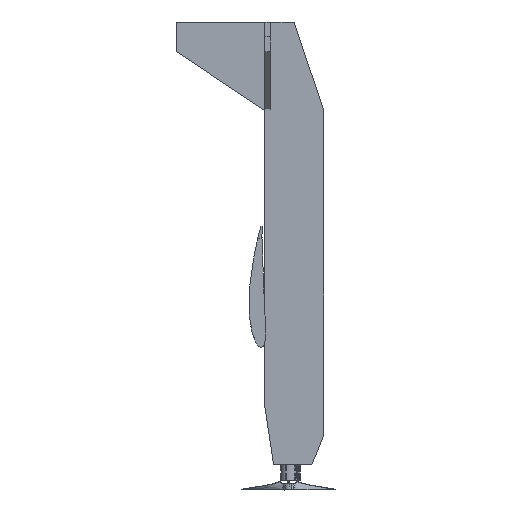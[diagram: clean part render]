
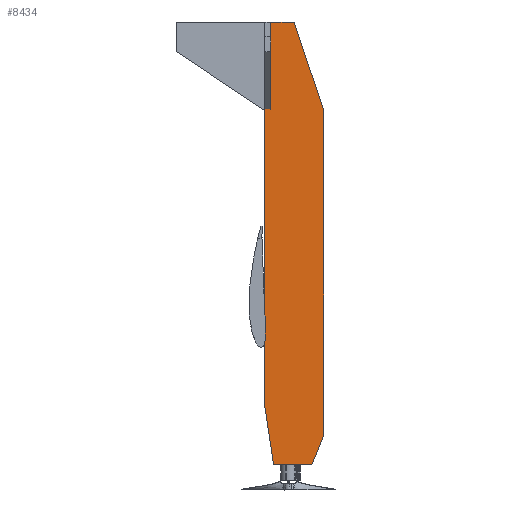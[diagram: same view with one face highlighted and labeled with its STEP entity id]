
A CAD part, left-side view. The second image highlights one B-rep face of the part: STEP entity #8434.
In plain terms, the highlighted planar face has unit normal (-1, 0, 0).
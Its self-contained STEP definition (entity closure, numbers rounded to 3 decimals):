
#1223=FACE_OUTER_BOUND('',#1729,.T.);
#1729=EDGE_LOOP('',(#7416,#7417,#7418,#7419,#7420,#7421,#7422));
#2382=LINE('',#24205,#3131);
#2386=LINE('',#24213,#3135);
#2389=LINE('',#24219,#3138);
#2392=LINE('',#24225,#3141);
#2395=LINE('',#24231,#3144);
#2398=LINE('',#24237,#3147);
#2401=LINE('',#24242,#3150);
#3131=VECTOR('',#11565,10.);
#3135=VECTOR('',#11571,10.);
#3138=VECTOR('',#11576,10.);
#3141=VECTOR('',#11581,10.);
#3144=VECTOR('',#11586,10.);
#3147=VECTOR('',#11591,10.);
#3150=VECTOR('',#11596,10.);
#3970=VERTEX_POINT('',#24203);
#3971=VERTEX_POINT('',#24204);
#3974=VERTEX_POINT('',#24212);
#3976=VERTEX_POINT('',#24218);
#3978=VERTEX_POINT('',#24224);
#3980=VERTEX_POINT('',#24230);
#3982=VERTEX_POINT('',#24236);
#5125=EDGE_CURVE('',#3970,#3971,#2382,.T.);
#5129=EDGE_CURVE('',#3970,#3974,#2386,.T.);
#5132=EDGE_CURVE('',#3976,#3974,#2389,.T.);
#5135=EDGE_CURVE('',#3978,#3976,#2392,.T.);
#5138=EDGE_CURVE('',#3980,#3978,#2395,.T.);
#5141=EDGE_CURVE('',#3980,#3982,#2398,.T.);
#5144=EDGE_CURVE('',#3971,#3982,#2401,.T.);
#7416=ORIENTED_EDGE('',*,*,#5144,.F.);
#7417=ORIENTED_EDGE('',*,*,#5125,.F.);
#7418=ORIENTED_EDGE('',*,*,#5129,.T.);
#7419=ORIENTED_EDGE('',*,*,#5132,.F.);
#7420=ORIENTED_EDGE('',*,*,#5135,.F.);
#7421=ORIENTED_EDGE('',*,*,#5138,.F.);
#7422=ORIENTED_EDGE('',*,*,#5141,.T.);
#7967=PLANE('',#9445);
#8434=ADVANCED_FACE('',(#1223),#7967,.F.);
#9445=AXIS2_PLACEMENT_3D('',#24245,#11600,#11601);
#11565=DIRECTION('',(0.,0.,1.));
#11571=DIRECTION('',(0.,-0.148,-0.989));
#11576=DIRECTION('',(0.,1.,0.));
#11581=DIRECTION('',(0.,0.371,-0.928));
#11586=DIRECTION('',(0.,0.,-1.));
#11591=DIRECTION('',(0.,0.316,0.949));
#11596=DIRECTION('',(0.,-1.,0.));
#11600=DIRECTION('center_axis',(1.,0.,0.));
#11601=DIRECTION('ref_axis',(0.,0.,-1.));
#24203=CARTESIAN_POINT('',(0.,100.,-650.));
#24204=CARTESIAN_POINT('',(0.,100.,0.));
#24205=CARTESIAN_POINT('',(0.,100.,-750.));
#24212=CARTESIAN_POINT('',(0.,85.,-750.));
#24213=CARTESIAN_POINT('',(0.,100.,-650.));
#24218=CARTESIAN_POINT('',(0.,20.,-750.));
#24219=CARTESIAN_POINT('',(0.,20.,-750.));
#24224=CARTESIAN_POINT('',(0.,0.,-700.));
#24225=CARTESIAN_POINT('',(0.,0.,-700.));
#24230=CARTESIAN_POINT('',(0.,0.,-150.));
#24231=CARTESIAN_POINT('',(0.,0.,0.));
#24236=CARTESIAN_POINT('',(0.,50.,0.));
#24237=CARTESIAN_POINT('',(0.,0.,-150.));
#24242=CARTESIAN_POINT('',(0.,100.,0.));
#24245=CARTESIAN_POINT('Origin',(0.,50.,-375.));
